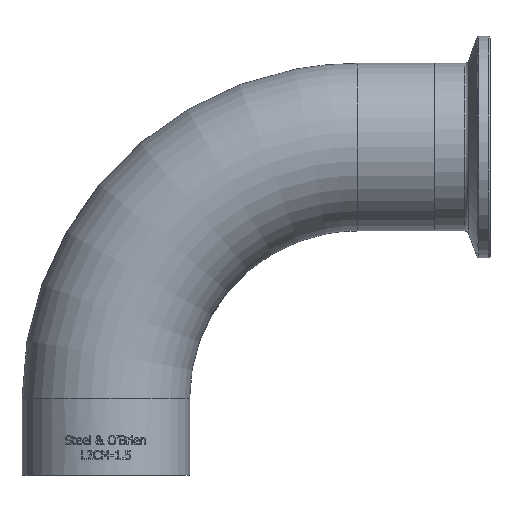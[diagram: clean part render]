
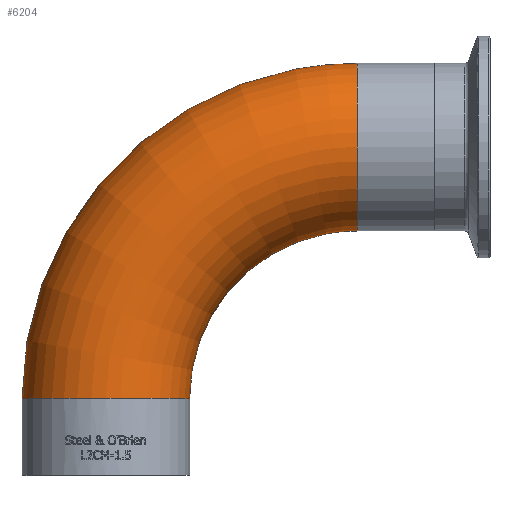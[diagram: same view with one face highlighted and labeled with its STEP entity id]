
A CAD part, top view. The second image highlights one B-rep face of the part: STEP entity #6204.
In plain terms, the highlighted toroidal (fillet/blend) face has major radius 57.15 mm and minor radius 19.05 mm.
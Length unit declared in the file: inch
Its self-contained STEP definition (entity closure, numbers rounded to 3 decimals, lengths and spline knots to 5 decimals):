
#26=TOROIDAL_SURFACE('',#6571,2.25,0.75);
#102=FACE_BOUND('',#1152,.T.);
#749=FACE_OUTER_BOUND('',#1151,.T.);
#1151=EDGE_LOOP('',(#5786));
#1152=EDGE_LOOP('',(#5787));
#1287=CIRCLE('',#6517,0.75);
#1311=CIRCLE('',#6570,0.75);
#3049=VERTEX_POINT('',#13580);
#3073=VERTEX_POINT('',#13657);
#3957=EDGE_CURVE('',#3049,#3049,#1287,.T.);
#3981=EDGE_CURVE('',#3073,#3073,#1311,.T.);
#5786=ORIENTED_EDGE('',*,*,#3981,.F.);
#5787=ORIENTED_EDGE('',*,*,#3957,.T.);
#6204=ADVANCED_FACE('',(#749,#102),#26,.T.);
#6517=AXIS2_PLACEMENT_3D('',#13581,#7603,#7604);
#6570=AXIS2_PLACEMENT_3D('',#13658,#7709,#7710);
#6571=AXIS2_PLACEMENT_3D('',#13659,#7711,#7712);
#7603=DIRECTION('center_axis',(0.,1.,0.));
#7604=DIRECTION('ref_axis',(-1.,0.,0.));
#7709=DIRECTION('center_axis',(1.,0.,0.));
#7710=DIRECTION('ref_axis',(0.,1.,0.));
#7711=DIRECTION('center_axis',(0.,0.,-1.));
#7712=DIRECTION('ref_axis',(-1.,0.,0.));
#13580=CARTESIAN_POINT('',(0.75,0.688,0.));
#13581=CARTESIAN_POINT('Origin',(0.,0.688,0.));
#13657=CARTESIAN_POINT('',(2.25,2.188,0.));
#13658=CARTESIAN_POINT('Origin',(2.25,2.938,0.));
#13659=CARTESIAN_POINT('Origin',(2.25,0.688,0.));
